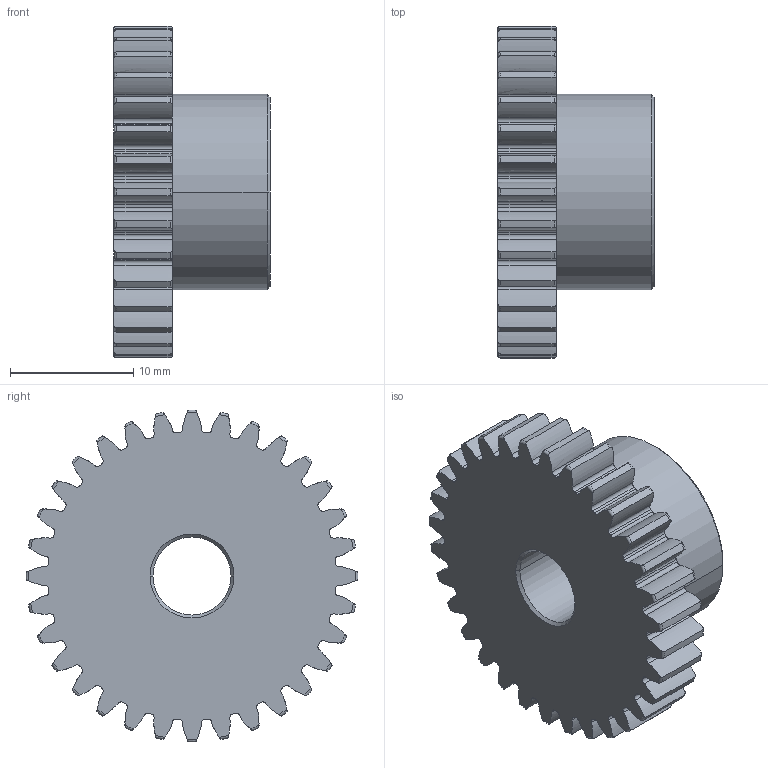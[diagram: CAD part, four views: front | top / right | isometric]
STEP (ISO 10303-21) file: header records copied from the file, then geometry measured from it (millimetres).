
FILE_DESCRIPTION((''),'2;1');
FILE_NAME('002_ASM','2020-05-02T',('SYSTEM'),(''),'PRO/ENGINEER BY PARAMETRIC TECHNOLOGY CORPORATION, 2016360','PRO/ENGINEER BY PARAMETRIC TECHNOLOGY CORPORATION, 2016360','');
FILE_SCHEMA(('AUTOMOTIVE_DESIGN { 1 0 10303 214 1 1 1 1 }'));
Length unit declared in the file: inch
Products named in the file (2): TYPE_B; 002_ASM
Assembly tree (1 placements, depth 2):
  002_ASM
    TYPE_B
Bounding box: 12.7 x 26.99 x 26.99 mm (x, y, z)
Volume: 3303.5 mm3; surface area: 2518 mm2
Topology: 1 solids, 1 shells, 272 faces, 802 edges, 534 vertices
Faces by surface type: cylinder 134, torus 64, extrusion 64, cone 6, plane 4
Entity records: 14453 total; most frequent: CARTESIAN_POINT 4741, ORIENTED_EDGE 1604, DIRECTION 1372, PRESENTATION_STYLE_ASSIGNMENT 803, STYLED_ITEM 803, CURVE_STYLE 802, EDGE_CURVE 802, AXIS2_PLACEMENT_3D 551
